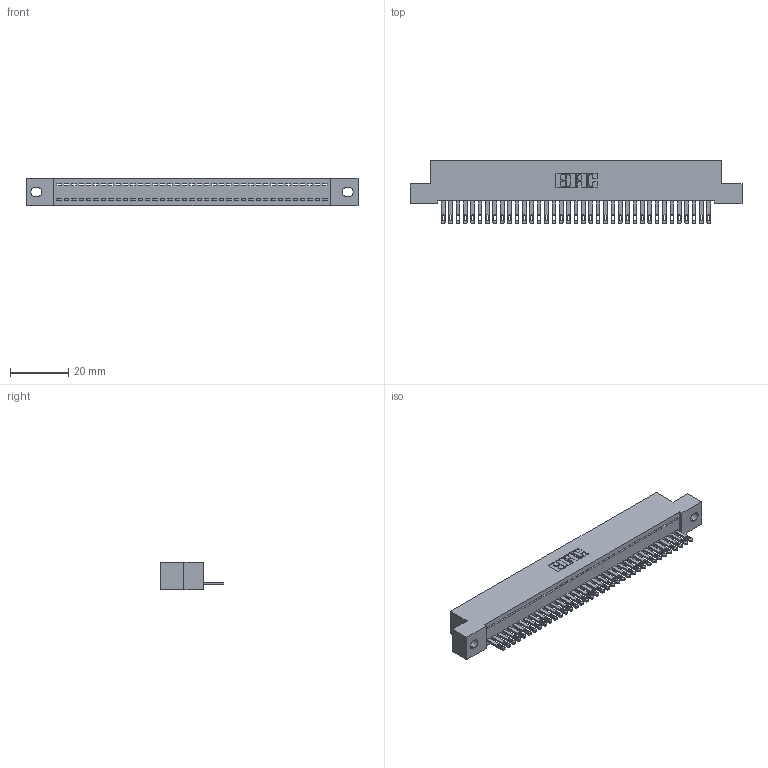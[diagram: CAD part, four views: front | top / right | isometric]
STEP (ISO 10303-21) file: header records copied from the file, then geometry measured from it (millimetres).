
FILE_DESCRIPTION (( 'STEP AP203' ), '1' );
FILE_NAME ('342-037-500-102.STEP', '2018-08-11T21:01:03', ( '' ), ( '' ), 'SwSTEP 2.0', 'SolidWorks 2016', '' );
FILE_SCHEMA (( 'CONFIG_CONTROL_DESIGN' ));
Length unit declared in the file: inch
Products named in the file (3): 345-292-001_345-293-100; 342-037-500-102; 342 Part_.128 Slot
Assembly tree (38 placements, depth 2):
  342-037-500-102
    342 Part_.128 Slot
    345-292-001_345-293-100  x37
Bounding box: 114.3 x 21.85 x 9.4 mm (x, y, z)
Volume: 9974.2 mm3; surface area: 14385.7 mm2
Topology: 38 solids, 38 shells, 2112 faces, 6527 edges, 4350 vertices
Faces by surface type: plane 1402, cylinder 710
Entity records: 23199 total; most frequent: CARTESIAN_POINT 4009, ORIENTED_EDGE 3982, DIRECTION 3393, EDGE_CURVE 1991, LINE 1859, VECTOR 1859, VERTEX_POINT 1326, AXIS2_PLACEMENT_3D 767
